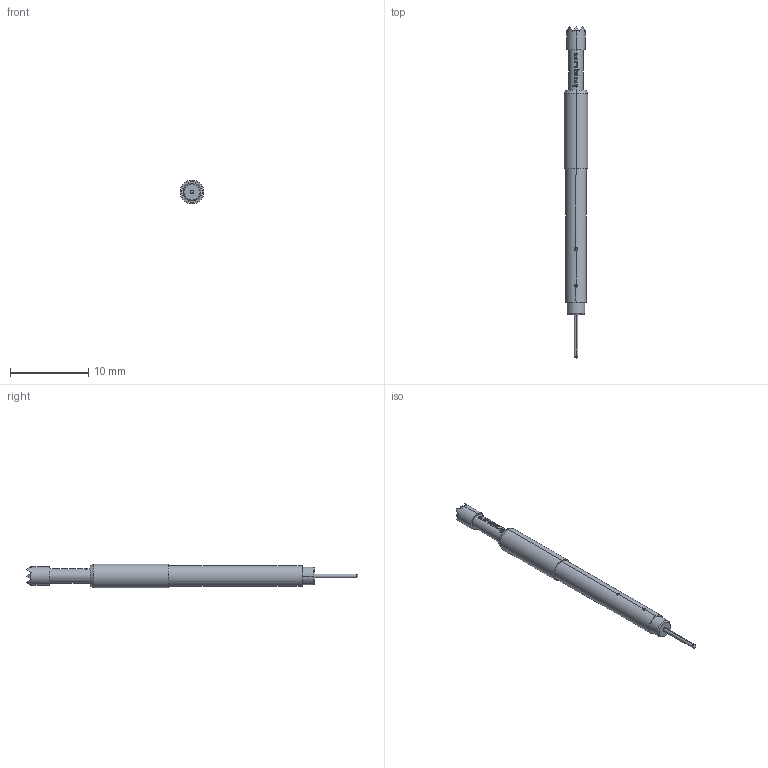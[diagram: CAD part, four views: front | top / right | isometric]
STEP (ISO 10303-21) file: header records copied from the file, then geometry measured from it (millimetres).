
FILE_DESCRIPTION (( 'STEP AP203' ), '1' );
FILE_NAME ('INGUN_SKS-415_306_230_A_xx10_2.STEP', '2022-02-17T12:36:59', ( 'ochi' ), ( '' ), 'SwSTEP 2.0', 'SolidWorks 2018', '' );
FILE_SCHEMA (( 'CONFIG_CONTROL_DESIGN' ));
Length unit declared in the file: millimetre
Products named in the file (1): INGUN_SKS-415_306_230_A_xx10_2
Bounding box: 3 x 42.3 x 3 mm (x, y, z)
Volume: 195.5 mm3; surface area: 323.3 mm2
Topology: 1 solids, 1 shells, 150 faces, 388 edges, 245 vertices
Faces by surface type: plane 85, bspline 38, cylinder 22, cone 4, sphere 1
Entity records: 6100 total; most frequent: CARTESIAN_POINT 2773, ORIENTED_EDGE 770, DIRECTION 547, EDGE_CURVE 385, VERTEX_POINT 243, AXIS2_PLACEMENT_3D 205, EDGE_LOOP 156, ADVANCED_FACE 150
